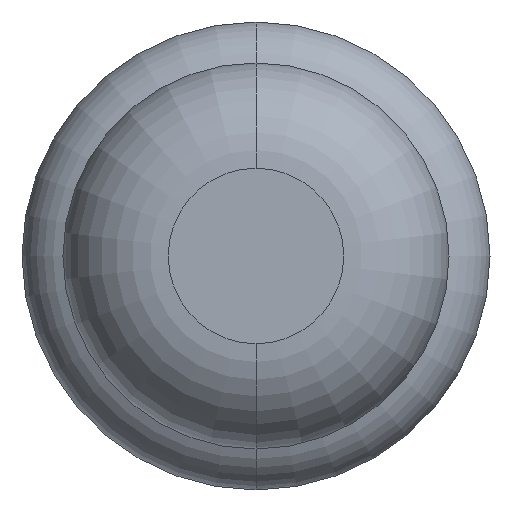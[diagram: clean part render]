
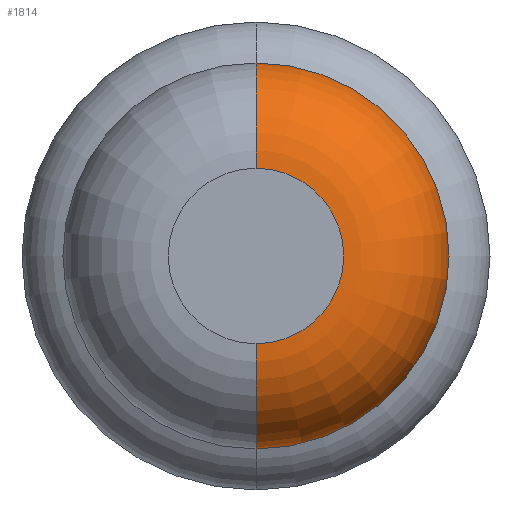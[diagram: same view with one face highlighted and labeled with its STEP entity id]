
A CAD part, front view. The second image highlights one B-rep face of the part: STEP entity #1814.
In plain terms, the highlighted toroidal (fillet/blend) face has major radius 0.375 mm and minor radius 0.45 mm.
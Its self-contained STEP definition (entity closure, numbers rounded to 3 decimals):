
#239 = ORIENTED_EDGE ( 'NONE', *, *, #963, .F. ) ;
#317 = CARTESIAN_POINT ( 'NONE',  ( 0., -26.95, -0.375 ) ) ;
#367 = ORIENTED_EDGE ( 'NONE', *, *, #2833, .T. ) ;
#445 = DIRECTION ( 'NONE',  ( 0., 0., 1. ) ) ;
#488 = DIRECTION ( 'NONE',  ( 0., 0., -1. ) ) ;
#505 = AXIS2_PLACEMENT_3D ( 'NONE', #2398, #4027, #445 ) ;
#655 = CARTESIAN_POINT ( 'NONE',  ( 0., -26.95, 0.825 ) ) ;
#763 = CIRCLE ( 'NONE', #3170, 0.825 ) ;
#880 = DIRECTION ( 'NONE',  ( 0., 1., 0. ) ) ;
#963 = EDGE_CURVE ( 'Defeature ausgef�hrt1_6+Defeature ausgef�hrt1_5+Defeature ausgef�hrt1_5+Defeature ausgef�hrt1_5', #1139, #3331, #763, .T. ) ;
#1106 = CARTESIAN_POINT ( 'NONE',  ( 0., -27.4, -0.375 ) ) ;
#1133 = CARTESIAN_POINT ( 'NONE',  ( 0., -26.95, 0.375 ) ) ;
#1139 = VERTEX_POINT ( 'NONE', #655 ) ;
#1149 = DIRECTION ( 'NONE',  ( 0., 0., 1. ) ) ;
#1633 = VERTEX_POINT ( 'NONE', #1106 ) ;
#1814 = ADVANCED_FACE ( 'Defeature ausgef�hrt1_5', ( #4172 ), #3683, .T. ) ;
#1931 = CARTESIAN_POINT ( 'NONE',  ( 0., -26.95, -0.825 ) ) ;
#2173 = AXIS2_PLACEMENT_3D ( 'NONE', #317, #2443, #488 ) ;
#2282 = DIRECTION ( 'NONE',  ( 0., 1., 0. ) ) ;
#2398 = CARTESIAN_POINT ( 'NONE',  ( 0., -27.4, 0. ) ) ;
#2406 = EDGE_CURVE ( 'NONE', #2508, #1139, #2750, .T. ) ;
#2443 = DIRECTION ( 'NONE',  ( 1., 0., 0. ) ) ;
#2508 = VERTEX_POINT ( 'NONE', #2834 ) ;
#2696 = EDGE_CURVE ( 'NONE', #1633, #3331, #4044, .T. ) ;
#2750 = CIRCLE ( 'NONE', #4134, 0.45 ) ;
#2833 = EDGE_CURVE ( 'Defeature ausgef�hrt1_5+Defeature ausgef�hrt1_4+Defeature ausgef�hrt1_4+Defeature ausgef�hrt1_4', #2508, #1633, #2899, .T. ) ;
#2834 = CARTESIAN_POINT ( 'NONE',  ( 0., -27.4, 0.375 ) ) ;
#2845 = CARTESIAN_POINT ( 'NONE',  ( 0., -26.95, 0. ) ) ;
#2899 = CIRCLE ( 'NONE', #505, 0.375 ) ;
#2978 = AXIS2_PLACEMENT_3D ( 'NONE', #2845, #880, #3460 ) ;
#3170 = AXIS2_PLACEMENT_3D ( 'NONE', #3218, #2282, #3249 ) ;
#3218 = CARTESIAN_POINT ( 'NONE',  ( 0., -26.95, 0. ) ) ;
#3249 = DIRECTION ( 'NONE',  ( 0., 0., 1. ) ) ;
#3331 = VERTEX_POINT ( 'NONE', #1931 ) ;
#3432 = DIRECTION ( 'NONE',  ( -1., 0., 0. ) ) ;
#3460 = DIRECTION ( 'NONE',  ( 0., 0., 1. ) ) ;
#3551 = ORIENTED_EDGE ( 'NONE', *, *, #2696, .T. ) ;
#3663 = ORIENTED_EDGE ( 'NONE', *, *, #2406, .F. ) ;
#3683 = TOROIDAL_SURFACE ( 'NONE', #2978, 0.375, 0.45 ) ;
#4027 = DIRECTION ( 'NONE',  ( 0., 1., 0. ) ) ;
#4044 = CIRCLE ( 'NONE', #2173, 0.45 ) ;
#4112 = EDGE_LOOP ( 'NONE', ( #367, #3551, #239, #3663 ) ) ;
#4134 = AXIS2_PLACEMENT_3D ( 'NONE', #1133, #3432, #1149 ) ;
#4172 = FACE_OUTER_BOUND ( 'NONE', #4112, .T. ) ;
